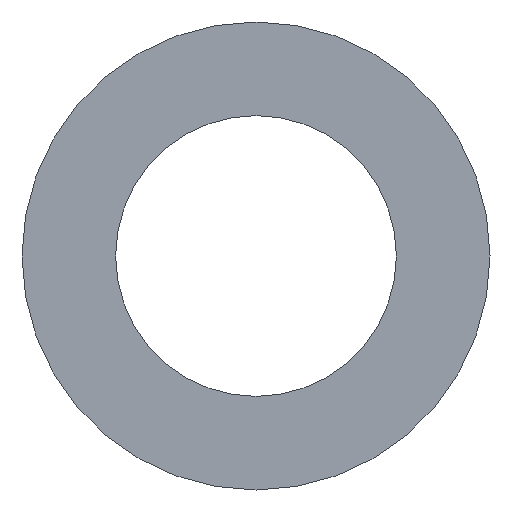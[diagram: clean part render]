
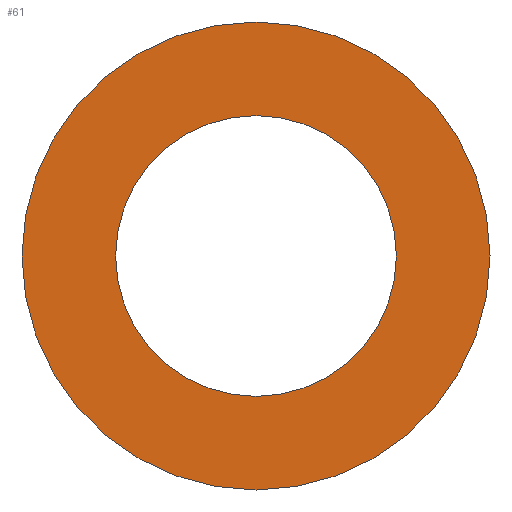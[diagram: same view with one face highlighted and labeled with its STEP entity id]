
A CAD part, front view. The second image highlights one B-rep face of the part: STEP entity #61.
In plain terms, the highlighted planar face has unit normal (0, -1, 0).
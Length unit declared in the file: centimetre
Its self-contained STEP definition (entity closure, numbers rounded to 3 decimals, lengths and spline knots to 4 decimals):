
#18=PLANE('',#71);
#24=FACE_BOUND('',#36,.T.);
#28=FACE_OUTER_BOUND('',#35,.T.);
#35=EDGE_LOOP('',(#55));
#36=EDGE_LOOP('',(#56));
#39=CIRCLE('',#68,0.25);
#40=CIRCLE('',#70,0.15);
#43=VERTEX_POINT('',#97);
#44=VERTEX_POINT('',#100);
#47=EDGE_CURVE('',#43,#43,#39,.T.);
#48=EDGE_CURVE('',#44,#44,#40,.T.);
#55=ORIENTED_EDGE('',*,*,#47,.F.);
#56=ORIENTED_EDGE('',*,*,#48,.T.);
#61=ADVANCED_FACE('',(#28,#24),#18,.F.);
#68=AXIS2_PLACEMENT_3D('',#98,#82,#83);
#70=AXIS2_PLACEMENT_3D('',#101,#86,#87);
#71=AXIS2_PLACEMENT_3D('',#102,#88,#89);
#82=DIRECTION('center_axis',(0.,1.,0.));
#83=DIRECTION('ref_axis',(1.,0.,0.));
#86=DIRECTION('center_axis',(0.,1.,0.));
#87=DIRECTION('ref_axis',(0.,0.,1.));
#88=DIRECTION('center_axis',(0.,1.,0.));
#89=DIRECTION('ref_axis',(1.,0.,0.));
#97=CARTESIAN_POINT('',(-0.25,0.,0.));
#98=CARTESIAN_POINT('Origin',(0.,0.,0.));
#100=CARTESIAN_POINT('',(0.,0.,-0.15));
#101=CARTESIAN_POINT('Origin',(0.,0.,0.));
#102=CARTESIAN_POINT('Origin',(0.,0.,0.));
